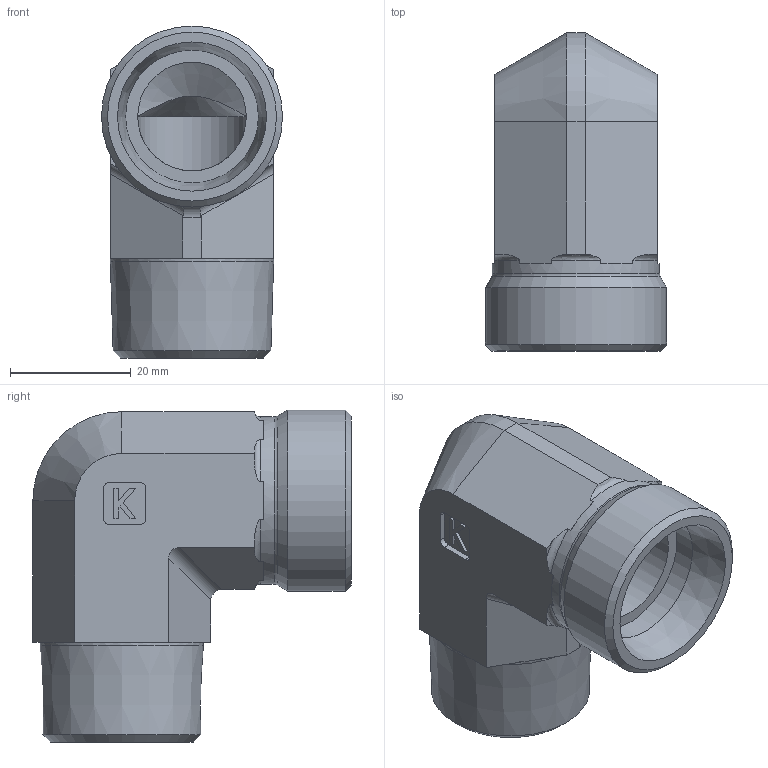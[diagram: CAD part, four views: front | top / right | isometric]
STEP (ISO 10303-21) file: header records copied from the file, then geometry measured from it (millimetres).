
FILE_DESCRIPTION((''),'2;1');
FILE_NAME('23002226930.stp','2014-08-27T10:45:23',(''),('KNOMI spol. s r. o.'),'Autodesk Inventor 2012','Autodesk Inventor 2012','');
FILE_SCHEMA(('AUTOMOTIVE_DESIGN { 1 2 10303 214 0 1 1 1 }'));
Length unit declared in the file: millimetre
Products named in the file (1): LHCR2 Js20kuž R3/4/M30
Bounding box: 30 x 52.72 x 55 mm (x, y, z)
Volume: 26888.6 mm3; surface area: 11980 mm2
Topology: 1 solids, 1 shells, 88 faces, 224 edges, 141 vertices
Faces by surface type: plane 57, cylinder 14, cone 10, torus 7
Full cylindrical faces by diameter (mm): 18 x2, 22 x1, 27.066 x1, 27.7 x1, 30 x1
Entity records: 2666 total; most frequent: CARTESIAN_POINT 574, DIRECTION 434, ORIENTED_EDGE 412, EDGE_CURVE 206, AXIS2_PLACEMENT_3D 154, VERTEX_POINT 136, VECTOR 126, LINE 126
